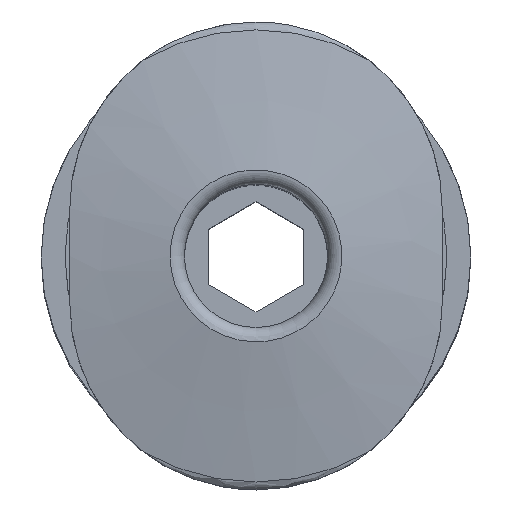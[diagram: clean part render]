
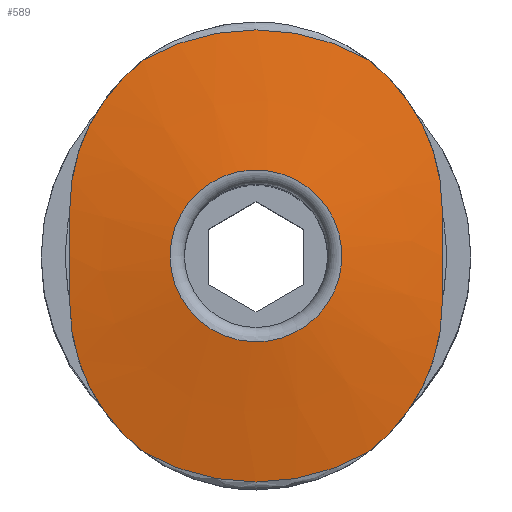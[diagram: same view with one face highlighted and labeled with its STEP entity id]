
A CAD part, top view. The second image highlights one B-rep face of the part: STEP entity #589.
In plain terms, the highlighted conical face has half-angle 80 degrees and reference radius 1.8 mm.
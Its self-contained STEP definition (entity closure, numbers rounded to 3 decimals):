
#443=CONICAL_SURFACE('',#3575,1.8,80.);
#589=ADVANCED_FACE('',(#856,#857),#443,.T.);
#856=FACE_BOUND('',#955,.T.);
#857=FACE_BOUND('',#956,.T.);
#955=EDGE_LOOP('',(#1245,#1246,#1247,#1248,#1249,#1250,#1251,#1252));
#956=EDGE_LOOP('',(#1253));
#1245=ORIENTED_EDGE('',*,*,#2112,.F.);
#1246=ORIENTED_EDGE('',*,*,#2094,.F.);
#1247=ORIENTED_EDGE('',*,*,#2113,.F.);
#1248=ORIENTED_EDGE('',*,*,#2104,.F.);
#1249=ORIENTED_EDGE('',*,*,#2108,.F.);
#1250=ORIENTED_EDGE('',*,*,#2101,.F.);
#1251=ORIENTED_EDGE('',*,*,#2114,.F.);
#1252=ORIENTED_EDGE('',*,*,#2097,.F.);
#1253=ORIENTED_EDGE('',*,*,#2115,.T.);
#1866=VERTEX_POINT('',#4997);
#1867=VERTEX_POINT('',#4998);
#1869=VERTEX_POINT('',#5023);
#1870=VERTEX_POINT('',#5028);
#1873=VERTEX_POINT('',#5039);
#1874=VERTEX_POINT('',#5040);
#1876=VERTEX_POINT('',#5065);
#1877=VERTEX_POINT('',#5070);
#1881=VERTEX_POINT('',#5095);
#2094=EDGE_CURVE('',#1866,#1867,#2342,.T.);
#2097=EDGE_CURVE('',#1869,#1870,#2345,.T.);
#2101=EDGE_CURVE('',#1873,#1874,#2346,.T.);
#2104=EDGE_CURVE('',#1876,#1877,#2349,.T.);
#2108=EDGE_CURVE('',#1874,#1876,#2383,.T.);
#2112=EDGE_CURVE('',#1867,#1869,#2385,.T.);
#2113=EDGE_CURVE('',#1877,#1866,#2350,.T.);
#2114=EDGE_CURVE('',#1870,#1873,#2351,.T.);
#2115=EDGE_CURVE('',#1881,#1881,#2386,.T.);
#2342=B_SPLINE_CURVE_WITH_KNOTS('',3,(#4993,#4994,#4995,#4996),
 .UNSPECIFIED.,.F.,.F.,(4,4),(0.,1.),.UNSPECIFIED.);
#2345=B_SPLINE_CURVE_WITH_KNOTS('',3,(#5024,#5025,#5026,#5027),
 .UNSPECIFIED.,.F.,.F.,(4,4),(0.,1.),.UNSPECIFIED.);
#2346=B_SPLINE_CURVE_WITH_KNOTS('',3,(#5035,#5036,#5037,#5038),
 .UNSPECIFIED.,.F.,.F.,(4,4),(0.,1.),.UNSPECIFIED.);
#2349=B_SPLINE_CURVE_WITH_KNOTS('',3,(#5066,#5067,#5068,#5069),
 .UNSPECIFIED.,.F.,.F.,(4,4),(0.,1.),.UNSPECIFIED.);
#2350=B_SPLINE_CURVE_WITH_KNOTS('',3,(#5086,#5087,#5088,#5089),
 .UNSPECIFIED.,.F.,.F.,(4,4),(0.,1.),.UNSPECIFIED.);
#2351=B_SPLINE_CURVE_WITH_KNOTS('',3,(#5090,#5091,#5092,#5093),
 .UNSPECIFIED.,.F.,.F.,(4,4),(0.,1.),.UNSPECIFIED.);
#2383=CIRCLE('',#3568,4.735);
#2385=CIRCLE('',#3572,4.735);
#2386=CIRCLE('',#3574,1.8);
#3568=AXIS2_PLACEMENT_3D('',#5077,#3937,#3938);
#3572=AXIS2_PLACEMENT_3D('',#5084,#3947,#3948);
#3574=AXIS2_PLACEMENT_3D('',#5094,#3951,#3952);
#3575=AXIS2_PLACEMENT_3D('',#5096,#3953,#3954);
#3937=DIRECTION('',(0.,0.,-1.));
#3938=DIRECTION('',(-1.,0.,0.));
#3947=DIRECTION('',(0.,0.,-1.));
#3948=DIRECTION('',(-1.,0.,0.));
#3951=DIRECTION('',(0.,0.,-1.));
#3952=DIRECTION('',(-1.,0.,0.));
#3953=DIRECTION('',(0.,0.,-1.));
#3954=DIRECTION('',(1.,0.,0.));
#4993=CARTESIAN_POINT('',(-3.9,1.,42.207));
#4994=CARTESIAN_POINT('',(-3.9,2.206,42.155));
#4995=CARTESIAN_POINT('',(-3.322,3.373,42.11));
#4996=CARTESIAN_POINT('',(-2.361,4.104,42.083));
#4997=CARTESIAN_POINT('',(-3.9,1.,42.207));
#4998=CARTESIAN_POINT('',(-2.361,4.104,42.083));
#5023=CARTESIAN_POINT('',(2.361,4.104,42.083));
#5024=CARTESIAN_POINT('',(2.361,4.104,42.083));
#5025=CARTESIAN_POINT('',(3.322,3.373,42.11));
#5026=CARTESIAN_POINT('',(3.9,2.206,42.155));
#5027=CARTESIAN_POINT('',(3.9,1.,42.207));
#5028=CARTESIAN_POINT('',(3.9,1.,42.207));
#5035=CARTESIAN_POINT('',(3.9,-1.,42.207));
#5036=CARTESIAN_POINT('',(3.9,-2.206,42.155));
#5037=CARTESIAN_POINT('',(3.322,-3.373,42.11));
#5038=CARTESIAN_POINT('',(2.361,-4.104,42.083));
#5039=CARTESIAN_POINT('',(3.9,-1.,42.207));
#5040=CARTESIAN_POINT('',(2.361,-4.104,42.083));
#5065=CARTESIAN_POINT('',(-2.361,-4.104,42.083));
#5066=CARTESIAN_POINT('',(-2.361,-4.104,42.083));
#5067=CARTESIAN_POINT('',(-3.322,-3.373,42.11));
#5068=CARTESIAN_POINT('',(-3.9,-2.206,42.155));
#5069=CARTESIAN_POINT('',(-3.9,-1.,42.207));
#5070=CARTESIAN_POINT('',(-3.9,-1.,42.207));
#5077=CARTESIAN_POINT('',(0.,0.,42.083));
#5084=CARTESIAN_POINT('',(0.,0.,42.083));
#5086=CARTESIAN_POINT('',(-3.9,-1.,42.207));
#5087=CARTESIAN_POINT('',(-3.9,-0.334,42.237));
#5088=CARTESIAN_POINT('',(-3.9,0.334,42.237));
#5089=CARTESIAN_POINT('',(-3.9,1.,42.207));
#5090=CARTESIAN_POINT('',(3.9,1.,42.207));
#5091=CARTESIAN_POINT('',(3.9,0.334,42.237));
#5092=CARTESIAN_POINT('',(3.9,-0.334,42.237));
#5093=CARTESIAN_POINT('',(3.9,-1.,42.207));
#5094=CARTESIAN_POINT('',(0.,0.,42.6));
#5095=CARTESIAN_POINT('',(-1.8,0.,42.6));
#5096=CARTESIAN_POINT('',(0.,0.,42.6));
